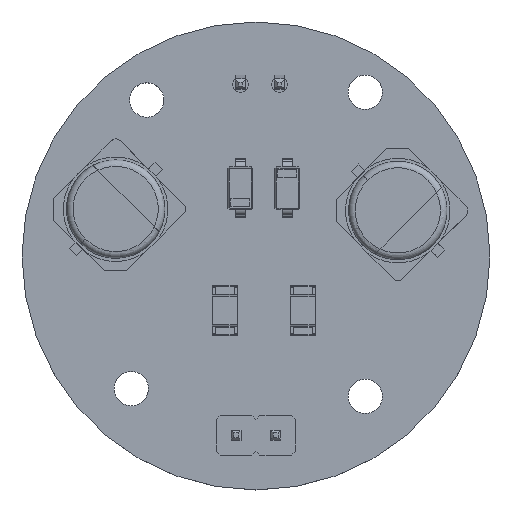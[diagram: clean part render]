
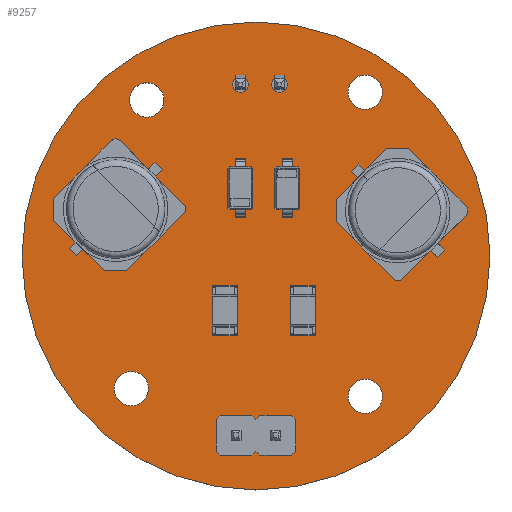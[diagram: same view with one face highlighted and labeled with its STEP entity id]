
A CAD part, top view. The second image highlights one B-rep face of the part: STEP entity #9257.
In plain terms, the highlighted planar face has unit normal (0, 0, 1).
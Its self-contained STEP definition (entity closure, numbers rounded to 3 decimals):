
#9134 = VERTEX_POINT('',#9135);
#9135 = CARTESIAN_POINT('',(85.,-49.5,1.6));
#9141 = EDGE_CURVE('',#9134,#9134,#9142,.T.);
#9142 = CIRCLE('',#9143,15.);
#9143 = AXIS2_PLACEMENT_3D('',#9144,#9145,#9146);
#9144 = CARTESIAN_POINT('',(70.,-49.5,1.6));
#9145 = DIRECTION('',(0.,0.,1.));
#9146 = DIRECTION('',(1.,0.,-0.));
#9257 = ADVANCED_FACE('',(#9258,#9261,#9272,#9283,#9294,#9305,#9316,
    #9327,#9338),#9349,.T.);
#9258 = FACE_BOUND('',#9259,.T.);
#9259 = EDGE_LOOP('',(#9260));
#9260 = ORIENTED_EDGE('',*,*,#9141,.T.);
#9261 = FACE_BOUND('',#9262,.T.);
#9262 = EDGE_LOOP('',(#9263));
#9263 = ORIENTED_EDGE('',*,*,#9264,.T.);
#9264 = EDGE_CURVE('',#9265,#9265,#9267,.T.);
#9265 = VERTEX_POINT('',#9266);
#9266 = CARTESIAN_POINT('',(62.,-59.1,1.6));
#9267 = CIRCLE('',#9268,1.1);
#9268 = AXIS2_PLACEMENT_3D('',#9269,#9270,#9271);
#9269 = CARTESIAN_POINT('',(62.,-58.,1.6));
#9270 = DIRECTION('',(-0.,0.,-1.));
#9271 = DIRECTION('',(-0.,-1.,0.));
#9272 = FACE_BOUND('',#9273,.T.);
#9273 = EDGE_LOOP('',(#9274));
#9274 = ORIENTED_EDGE('',*,*,#9275,.T.);
#9275 = EDGE_CURVE('',#9276,#9276,#9278,.T.);
#9276 = VERTEX_POINT('',#9277);
#9277 = CARTESIAN_POINT('',(68.725,-61.5,1.6));
#9278 = CIRCLE('',#9279,0.5);
#9279 = AXIS2_PLACEMENT_3D('',#9280,#9281,#9282);
#9280 = CARTESIAN_POINT('',(68.725,-61.,1.6));
#9281 = DIRECTION('',(-0.,0.,-1.));
#9282 = DIRECTION('',(-0.,-1.,0.));
#9283 = FACE_BOUND('',#9284,.T.);
#9284 = EDGE_LOOP('',(#9285));
#9285 = ORIENTED_EDGE('',*,*,#9286,.T.);
#9286 = EDGE_CURVE('',#9287,#9287,#9289,.T.);
#9287 = VERTEX_POINT('',#9288);
#9288 = CARTESIAN_POINT('',(71.265,-61.5,1.6));
#9289 = CIRCLE('',#9290,0.5);
#9290 = AXIS2_PLACEMENT_3D('',#9291,#9292,#9293);
#9291 = CARTESIAN_POINT('',(71.265,-61.,1.6));
#9292 = DIRECTION('',(-0.,0.,-1.));
#9293 = DIRECTION('',(-0.,-1.,0.));
#9294 = FACE_BOUND('',#9295,.T.);
#9295 = EDGE_LOOP('',(#9296));
#9296 = ORIENTED_EDGE('',*,*,#9297,.T.);
#9297 = EDGE_CURVE('',#9298,#9298,#9300,.T.);
#9298 = VERTEX_POINT('',#9299);
#9299 = CARTESIAN_POINT('',(77.,-59.6,1.6));
#9300 = CIRCLE('',#9301,1.1);
#9301 = AXIS2_PLACEMENT_3D('',#9302,#9303,#9304);
#9302 = CARTESIAN_POINT('',(77.,-58.5,1.6));
#9303 = DIRECTION('',(-0.,0.,-1.));
#9304 = DIRECTION('',(-0.,-1.,0.));
#9305 = FACE_BOUND('',#9306,.T.);
#9306 = EDGE_LOOP('',(#9307));
#9307 = ORIENTED_EDGE('',*,*,#9308,.T.);
#9308 = EDGE_CURVE('',#9309,#9309,#9311,.T.);
#9309 = VERTEX_POINT('',#9310);
#9310 = CARTESIAN_POINT('',(63.,-40.6,1.6));
#9311 = CIRCLE('',#9312,1.1);
#9312 = AXIS2_PLACEMENT_3D('',#9313,#9314,#9315);
#9313 = CARTESIAN_POINT('',(63.,-39.5,1.6));
#9314 = DIRECTION('',(-0.,0.,-1.));
#9315 = DIRECTION('',(-0.,-1.,0.));
#9316 = FACE_BOUND('',#9317,.T.);
#9317 = EDGE_LOOP('',(#9318));
#9318 = ORIENTED_EDGE('',*,*,#9319,.T.);
#9319 = EDGE_CURVE('',#9320,#9320,#9322,.T.);
#9320 = VERTEX_POINT('',#9321);
#9321 = CARTESIAN_POINT('',(69.,-39.,1.6));
#9322 = CIRCLE('',#9323,0.5);
#9323 = AXIS2_PLACEMENT_3D('',#9324,#9325,#9326);
#9324 = CARTESIAN_POINT('',(69.,-38.5,1.6));
#9325 = DIRECTION('',(-0.,0.,-1.));
#9326 = DIRECTION('',(-0.,-1.,0.));
#9327 = FACE_BOUND('',#9328,.T.);
#9328 = EDGE_LOOP('',(#9329));
#9329 = ORIENTED_EDGE('',*,*,#9330,.T.);
#9330 = EDGE_CURVE('',#9331,#9331,#9333,.T.);
#9331 = VERTEX_POINT('',#9332);
#9332 = CARTESIAN_POINT('',(71.5,-39.,1.6));
#9333 = CIRCLE('',#9334,0.5);
#9334 = AXIS2_PLACEMENT_3D('',#9335,#9336,#9337);
#9335 = CARTESIAN_POINT('',(71.5,-38.5,1.6));
#9336 = DIRECTION('',(-0.,0.,-1.));
#9337 = DIRECTION('',(-0.,-1.,0.));
#9338 = FACE_BOUND('',#9339,.T.);
#9339 = EDGE_LOOP('',(#9340));
#9340 = ORIENTED_EDGE('',*,*,#9341,.T.);
#9341 = EDGE_CURVE('',#9342,#9342,#9344,.T.);
#9342 = VERTEX_POINT('',#9343);
#9343 = CARTESIAN_POINT('',(77.,-40.1,1.6));
#9344 = CIRCLE('',#9345,1.1);
#9345 = AXIS2_PLACEMENT_3D('',#9346,#9347,#9348);
#9346 = CARTESIAN_POINT('',(77.,-39.,1.6));
#9347 = DIRECTION('',(-0.,0.,-1.));
#9348 = DIRECTION('',(-0.,-1.,0.));
#9349 = PLANE('',#9350);
#9350 = AXIS2_PLACEMENT_3D('',#9351,#9352,#9353);
#9351 = CARTESIAN_POINT('',(0.,0.,1.6));
#9352 = DIRECTION('',(0.,0.,1.));
#9353 = DIRECTION('',(1.,0.,-0.));
